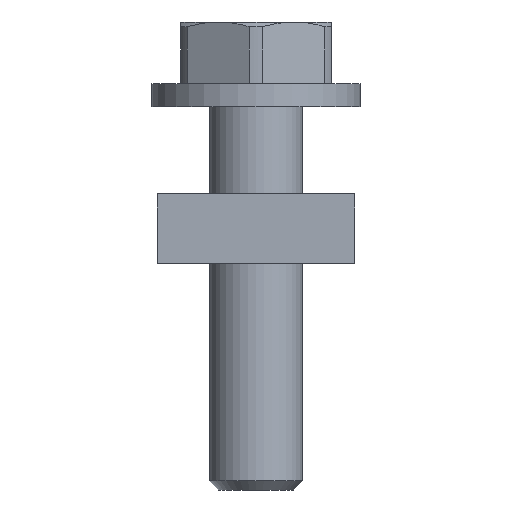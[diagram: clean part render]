
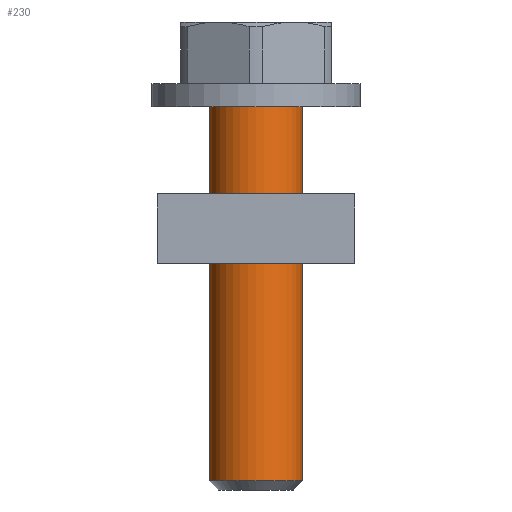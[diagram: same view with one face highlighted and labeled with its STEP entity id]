
A CAD part, front view. The second image highlights one B-rep face of the part: STEP entity #230.
In plain terms, the highlighted cylindrical face has radius 4 mm (diameter 8 mm), a partial arc.
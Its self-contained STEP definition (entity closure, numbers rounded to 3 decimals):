
#230=ADVANCED_FACE('',(#452),#453,.T.);
#452=FACE_OUTER_BOUND('',#725,.T.);
#453=CYLINDRICAL_SURFACE('',#726,4.0);
#725=EDGE_LOOP('',(#991,#992,#993,#994));
#726=AXIS2_PLACEMENT_3D('',#995,#996,#997);
#991=ORIENTED_EDGE('',*,*,#1682,.F.);
#992=ORIENTED_EDGE('',*,*,#1680,.T.);
#993=ORIENTED_EDGE('',*,*,#1683,.F.);
#994=ORIENTED_EDGE('',*,*,#1684,.F.);
#995=CARTESIAN_POINT('',(9.0,25.25,17.891));
#996=DIRECTION('',(0.0,0.0,-1.0));
#997=DIRECTION('',(1.0,0.0,0.0));
#1680=EDGE_CURVE('',#1947,#1951,#1953,.T.);
#1682=EDGE_CURVE('',#1947,#1955,#1956,.T.);
#1683=EDGE_CURVE('',#1957,#1951,#1958,.T.);
#1684=EDGE_CURVE('',#1955,#1957,#1959,.T.);
#1947=VERTEX_POINT('',#2332);
#1951=VERTEX_POINT('',#2336);
#1953=CIRCLE('',#2338,4.0);
#1955=VERTEX_POINT('',#2340);
#1956=LINE('',#2341,#2342);
#1957=VERTEX_POINT('',#2343);
#1958=LINE('',#2344,#2345);
#1959=CIRCLE('',#2346,4.0);
#2332=CARTESIAN_POINT('',(13.0,25.25,34.6));
#2336=CARTESIAN_POINT('',(5.0,25.25,34.6));
#2338=AXIS2_PLACEMENT_3D('',#3060,#3061,#3062);
#2340=CARTESIAN_POINT('',(13.0,25.25,0.781));
#2341=CARTESIAN_POINT('',(13.0,25.25,17.891));
#2342=VECTOR('',#3063,1.0);
#2343=CARTESIAN_POINT('',(5.0,25.25,0.781));
#2344=CARTESIAN_POINT('',(5.0,25.25,17.891));
#2345=VECTOR('',#3064,1.0);
#2346=AXIS2_PLACEMENT_3D('',#3065,#3066,#3067);
#3060=CARTESIAN_POINT('',(9.0,25.25,34.6));
#3061=DIRECTION('',(0.0,0.0,-1.0));
#3062=DIRECTION('',(-1.0,0.0,0.0));
#3063=DIRECTION('',(0.0,0.0,-1.0));
#3064=DIRECTION('',(-0.0,-0.0,1.0));
#3065=CARTESIAN_POINT('',(9.0,25.25,0.781));
#3066=DIRECTION('',(0.0,0.0,-1.0));
#3067=DIRECTION('',(1.0,0.0,0.0));
